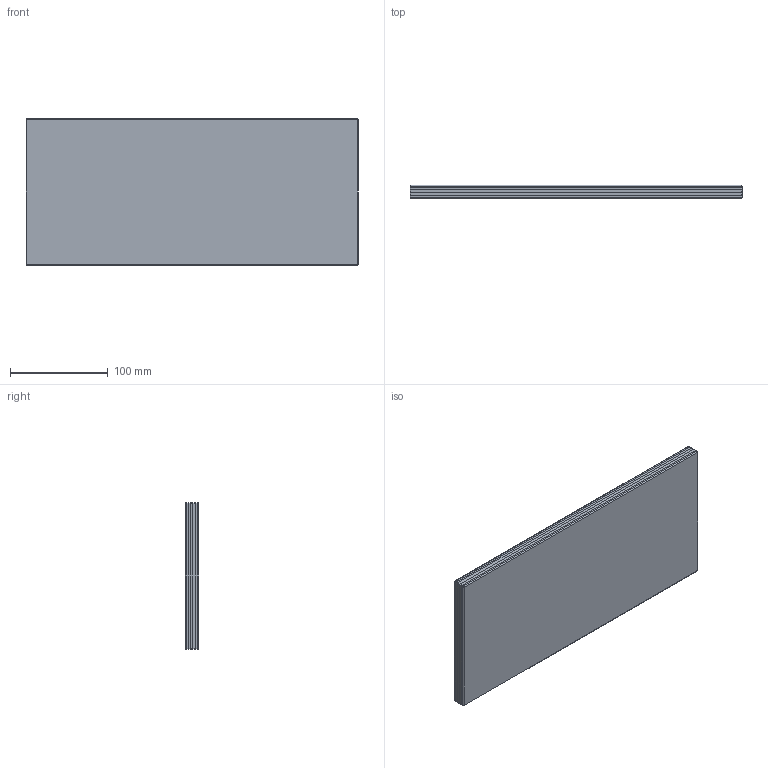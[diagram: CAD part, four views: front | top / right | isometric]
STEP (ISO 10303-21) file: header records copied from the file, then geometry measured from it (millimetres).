
FILE_DESCRIPTION(/* description */ (''),/* implementation_level */ '2;1');
FILE_NAME(/* name */ 'Explore75-3 Case v1.step',/* time_stamp */ '2023-03-17T01:02:56+08:00',/* author */ (''),/* organization */ (''),/* preprocessor_version */ 'ST-DEVELOPER v19.2',/* originating_system */ 'Autodesk Translation Framework v11.17.0.187',/* authorisation */ '');
FILE_SCHEMA (('AUTOMOTIVE_DESIGN { 1 0 10303 214 3 1 1 }'));
Length unit declared in the file: millimetre
Products named in the file (1): Case
Bounding box: 340 x 14 x 150 mm (x, y, z)
Volume: 246198.9 mm3; surface area: 189659.4 mm2
Topology: 5 solids, 5 shells, 122 faces, 288 edges, 176 vertices
Faces by surface type: cylinder 56, plane 46, torus 12, sphere 8
Entity records: 3537 total; most frequent: DIRECTION 658, CARTESIAN_POINT 587, ORIENTED_EDGE 576, EDGE_CURVE 288, AXIS2_PLACEMENT_3D 247, VERTEX_POINT 176, LINE 164, VECTOR 164
